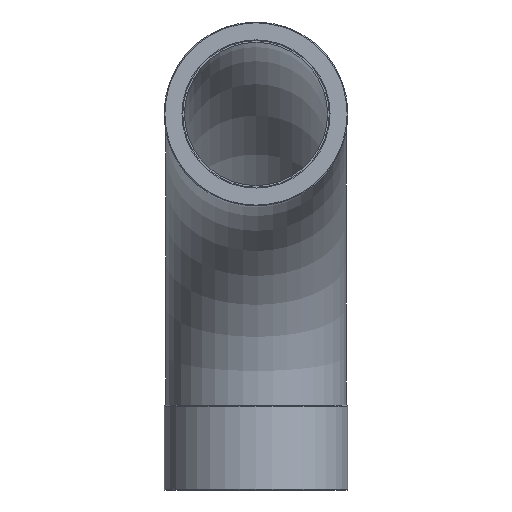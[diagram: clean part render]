
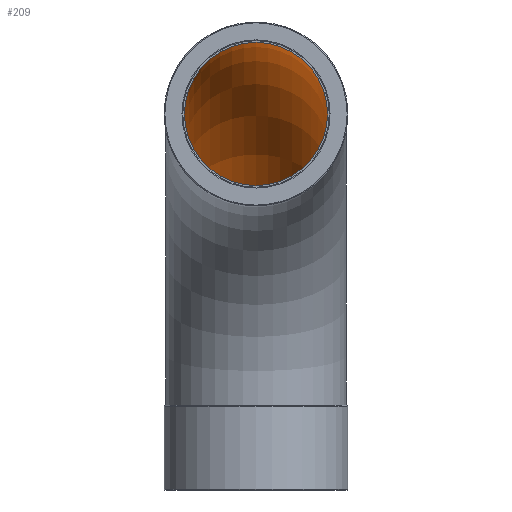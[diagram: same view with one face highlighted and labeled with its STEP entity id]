
A CAD part, left-side view. The second image highlights one B-rep face of the part: STEP entity #209.
In plain terms, the highlighted toroidal (fillet/blend) face has major radius 180 mm and minor radius 44 mm.
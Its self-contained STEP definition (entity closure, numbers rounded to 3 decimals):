
#41=FACE_BOUND('',#92,.T.);
#59=FACE_OUTER_BOUND('',#91,.T.);
#91=EDGE_LOOP('',(#179));
#92=EDGE_LOOP('',(#180));
#113=CIRCLE('',#244,44.);
#114=CIRCLE('',#245,44.);
#131=VERTEX_POINT('',#497);
#132=VERTEX_POINT('',#499);
#149=EDGE_CURVE('',#131,#131,#113,.T.);
#150=EDGE_CURVE('',#132,#132,#114,.T.);
#179=ORIENTED_EDGE('',*,*,#149,.F.);
#180=ORIENTED_EDGE('',*,*,#150,.F.);
#193=TOROIDAL_SURFACE('',#243,180.,44.);
#209=ADVANCED_FACE('',(#59,#41),#193,.F.);
#243=AXIS2_PLACEMENT_3D('',#496,#307,#308);
#244=AXIS2_PLACEMENT_3D('',#498,#309,#310);
#245=AXIS2_PLACEMENT_3D('',#500,#311,#312);
#307=DIRECTION('center_axis',(0.,1.,0.));
#308=DIRECTION('ref_axis',(0.,0.,1.));
#309=DIRECTION('center_axis',(0.,0.,1.));
#310=DIRECTION('ref_axis',(-1.,0.,0.));
#311=DIRECTION('center_axis',(1.,0.,0.));
#312=DIRECTION('ref_axis',(0.,0.,1.));
#496=CARTESIAN_POINT('Origin',(-180.,0.,51.));
#497=CARTESIAN_POINT('',(44.,0.,51.));
#498=CARTESIAN_POINT('Origin',(0.,0.,51.));
#499=CARTESIAN_POINT('',(-180.,0.,275.));
#500=CARTESIAN_POINT('Origin',(-180.,0.,231.));
